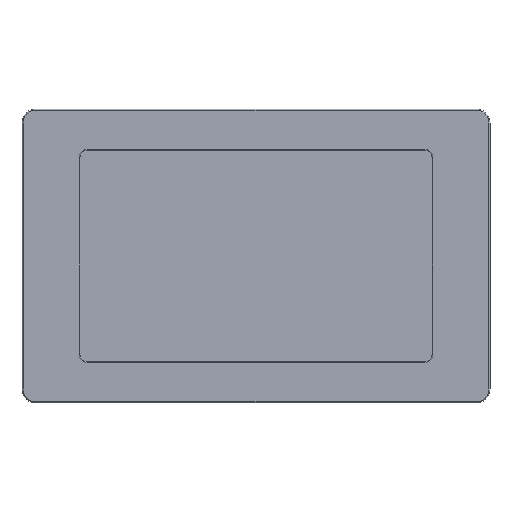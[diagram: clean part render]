
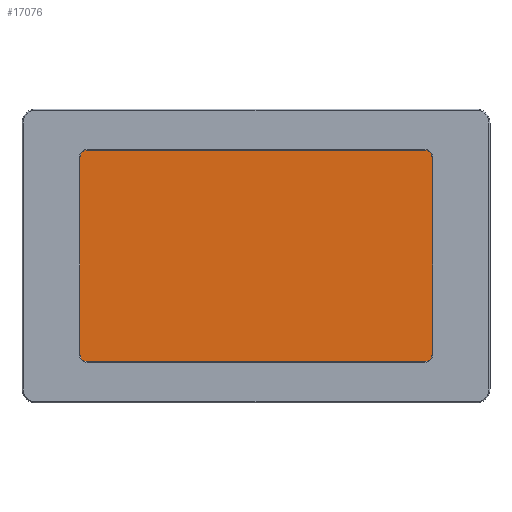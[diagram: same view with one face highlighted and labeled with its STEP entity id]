
A CAD part, top view. The second image highlights one B-rep face of the part: STEP entity #17076.
In plain terms, the highlighted planar face has unit normal (0, 0, 1).
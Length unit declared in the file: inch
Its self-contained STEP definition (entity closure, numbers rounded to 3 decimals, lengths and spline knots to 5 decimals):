
#170=PLANE('',#18073);
#1110=FACE_OUTER_BOUND('',#2033,.T.);
#2033=EDGE_LOOP('',(#11588,#11589,#11590,#11591,#11592,#11593,#11594,#11595));
#3030=CIRCLE('',#18074,0.20034);
#3031=CIRCLE('',#18075,0.20034);
#3032=CIRCLE('',#18076,0.20034);
#3033=CIRCLE('',#18077,0.20034);
#3563=LINE('',#25756,#5371);
#3564=LINE('',#25760,#5372);
#3565=LINE('',#25764,#5373);
#3566=LINE('',#25767,#5374);
#5371=VECTOR('',#19457,0.3937);
#5372=VECTOR('',#19460,0.3937);
#5373=VECTOR('',#19463,0.3937);
#5374=VECTOR('',#19466,0.3937);
#7291=VERTEX_POINT('',#25752);
#7292=VERTEX_POINT('',#25753);
#7293=VERTEX_POINT('',#25755);
#7294=VERTEX_POINT('',#25757);
#7295=VERTEX_POINT('',#25759);
#7296=VERTEX_POINT('',#25761);
#7297=VERTEX_POINT('',#25763);
#7298=VERTEX_POINT('',#25765);
#8970=EDGE_CURVE('',#7291,#7292,#3030,.T.);
#8971=EDGE_CURVE('',#7293,#7291,#3563,.T.);
#8972=EDGE_CURVE('',#7294,#7293,#3031,.T.);
#8973=EDGE_CURVE('',#7295,#7294,#3564,.T.);
#8974=EDGE_CURVE('',#7296,#7295,#3032,.T.);
#8975=EDGE_CURVE('',#7297,#7296,#3565,.T.);
#8976=EDGE_CURVE('',#7298,#7297,#3033,.T.);
#8977=EDGE_CURVE('',#7292,#7298,#3566,.T.);
#11588=ORIENTED_EDGE('',*,*,#8970,.F.);
#11589=ORIENTED_EDGE('',*,*,#8971,.F.);
#11590=ORIENTED_EDGE('',*,*,#8972,.F.);
#11591=ORIENTED_EDGE('',*,*,#8973,.F.);
#11592=ORIENTED_EDGE('',*,*,#8974,.F.);
#11593=ORIENTED_EDGE('',*,*,#8975,.F.);
#11594=ORIENTED_EDGE('',*,*,#8976,.F.);
#11595=ORIENTED_EDGE('',*,*,#8977,.F.);
#17076=ADVANCED_FACE('',(#1110),#170,.T.);
#18073=AXIS2_PLACEMENT_3D('',#25751,#19453,#19454);
#18074=AXIS2_PLACEMENT_3D('',#25754,#19455,#19456);
#18075=AXIS2_PLACEMENT_3D('',#25758,#19458,#19459);
#18076=AXIS2_PLACEMENT_3D('',#25762,#19461,#19462);
#18077=AXIS2_PLACEMENT_3D('',#25766,#19464,#19465);
#19453=DIRECTION('center_axis',(0.,0.,
1.));
#19454=DIRECTION('ref_axis',(1.,0.,0.));
#19455=DIRECTION('center_axis',(0.,0.,
-1.));
#19456=DIRECTION('ref_axis',(0.,-1.,0.));
#19457=DIRECTION('',(0.,-1.,0.));
#19458=DIRECTION('center_axis',(0.,0.,
-1.));
#19459=DIRECTION('ref_axis',(1.,0.,0.));
#19460=DIRECTION('',(1.,0.,0.));
#19461=DIRECTION('center_axis',(0.,0.,
-1.));
#19462=DIRECTION('ref_axis',(0.,1.,0.));
#19463=DIRECTION('',(0.,1.,0.));
#19464=DIRECTION('center_axis',(0.,0.,
-1.));
#19465=DIRECTION('ref_axis',(-1.,0.,0.));
#19466=DIRECTION('',(-1.,0.,0.));
#25751=CARTESIAN_POINT('Origin',(6.39811,3.98962,0.80184));
#25752=CARTESIAN_POINT('',(10.99984,1.3045,0.80184));
#25753=CARTESIAN_POINT('',(10.7995,1.10416,0.80184));
#25754=CARTESIAN_POINT('Origin',(10.7995,1.3045,0.80184));
#25755=CARTESIAN_POINT('',(10.99984,6.5785,0.80184));
#25756=CARTESIAN_POINT('',(10.99984,4.62481,0.80184));
#25757=CARTESIAN_POINT('',(10.7995,6.77884,0.80184));
#25758=CARTESIAN_POINT('Origin',(10.7995,6.5785,0.80184));
#25759=CARTESIAN_POINT('',(1.7545,6.77884,0.80184));
#25760=CARTESIAN_POINT('',(5.20693,6.77884,0.80184));
#25761=CARTESIAN_POINT('',(1.55416,6.5785,0.80184));
#25762=CARTESIAN_POINT('Origin',(1.7545,6.5785,0.80184));
#25763=CARTESIAN_POINT('',(1.55416,1.3045,0.80184));
#25764=CARTESIAN_POINT('',(1.55416,3.30631,0.80184));
#25765=CARTESIAN_POINT('',(1.7545,1.10416,0.80184));
#25766=CARTESIAN_POINT('Origin',(1.7545,1.3045,0.80184));
#25767=CARTESIAN_POINT('',(7.46818,1.10416,0.80184));
